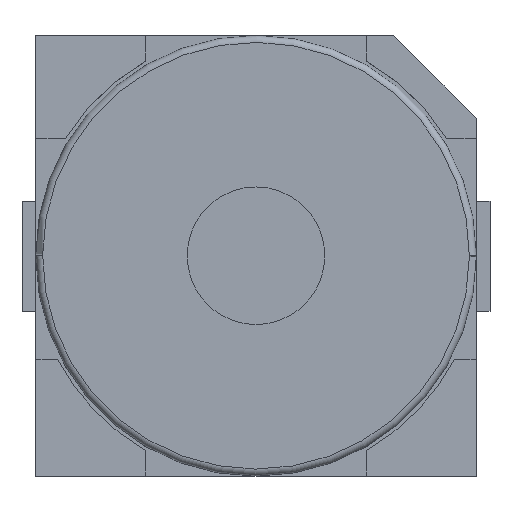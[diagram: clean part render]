
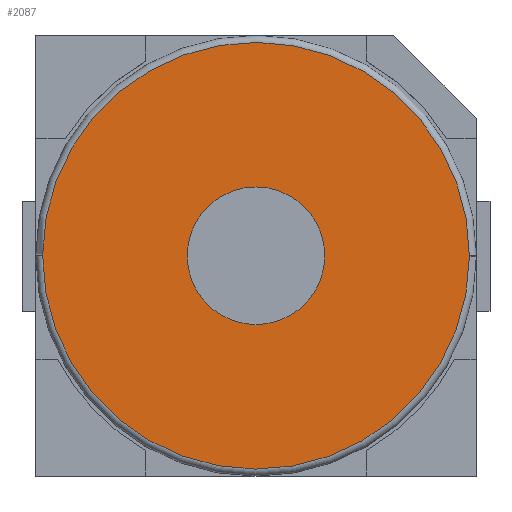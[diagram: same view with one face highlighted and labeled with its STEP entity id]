
A CAD part, top view. The second image highlights one B-rep face of the part: STEP entity #2087.
In plain terms, the highlighted face is planar.
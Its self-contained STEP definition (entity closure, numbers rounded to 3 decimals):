
#1906=CARTESIAN_POINT('',(0.,0.,0.));
#1907=DIRECTION('',(0.,0.,1.));
#1908=DIRECTION('',(1.,0.007,0.));
#1909=AXIS2_PLACEMENT_3D('',#1906,#1907,#1908);
#1911=CARTESIAN_POINT('',(0.,0.,0.));
#1912=DIRECTION('',(0.,0.,1.));
#1913=DIRECTION('',(-1.,-0.007,0.));
#1914=AXIS2_PLACEMENT_3D('',#1911,#1912,#1913);
#1916=CARTESIAN_POINT('',(0.,0.,0.));
#1917=DIRECTION('',(0.,0.,-1.));
#1918=DIRECTION('',(0.,1.,0.));
#1919=AXIS2_PLACEMENT_3D('',#1916,#1917,#1918);
#1921=CARTESIAN_POINT('',(0.,0.,0.));
#1922=DIRECTION('',(0.,0.,-1.));
#1923=DIRECTION('',(0.,-1.,0.));
#1924=AXIS2_PLACEMENT_3D('',#1921,#1922,#1923);
#1926=CARTESIAN_POINT('',(0.,0.,0.));
#1927=DIRECTION('',(0.,0.,-1.));
#1928=DIRECTION('',(1.,0.007,0.));
#1929=AXIS2_PLACEMENT_3D('',#1926,#1927,#1928);
#1946=CARTESIAN_POINT('',(0.,0.,0.));
#1947=DIRECTION('',(0.,0.,-1.));
#1948=DIRECTION('',(-1.,-0.007,0.));
#1949=AXIS2_PLACEMENT_3D('',#1946,#1947,#1948);
#2030=CARTESIAN_POINT('',(1.55,0.011,0.));
#2031=CARTESIAN_POINT('',(-1.55,0.,0.));
#2032=VERTEX_POINT('',#2030);
#2033=VERTEX_POINT('',#2031);
#2034=CARTESIAN_POINT('',(1.55,0.,0.));
#2035=VERTEX_POINT('',#2034);
#2036=CARTESIAN_POINT('',(-1.55,-0.011,0.));
#2037=VERTEX_POINT('',#2036);
#2038=CARTESIAN_POINT('',(0.,0.5,0.));
#2039=CARTESIAN_POINT('',(0.,-0.5,0.));
#2040=VERTEX_POINT('',#2038);
#2041=VERTEX_POINT('',#2039);
#2066=CARTESIAN_POINT('',(0.,0.,0.));
#2067=DIRECTION('',(0.,0.,1.));
#2068=DIRECTION('',(1.,0.,0.));
#2069=AXIS2_PLACEMENT_3D('',#2066,#2067,#2068);
#2070=PLANE('',#2069);
#2072=ORIENTED_EDGE('',*,*,#2071,.F.);
#2074=ORIENTED_EDGE('',*,*,#2073,.T.);
#2076=ORIENTED_EDGE('',*,*,#2075,.F.);
#2078=ORIENTED_EDGE('',*,*,#2077,.T.);
#2079=EDGE_LOOP('',(#2072,#2074,#2076,#2078));
#2080=FACE_OUTER_BOUND('',#2079,.F.);
#2082=ORIENTED_EDGE('',*,*,#2081,.T.);
#2084=ORIENTED_EDGE('',*,*,#2083,.T.);
#2085=EDGE_LOOP('',(#2082,#2084));
#2086=FACE_BOUND('',#2085,.F.);
#1910=CIRCLE('',#1909,1.55);
#1915=CIRCLE('',#1914,1.55);
#1920=CIRCLE('',#1919,0.5);
#1925=CIRCLE('',#1924,0.5);
#1930=CIRCLE('',#1929,1.55);
#1950=CIRCLE('',#1949,1.55);
#2071=EDGE_CURVE('',#2032,#2035,#1930,.T.);
#2073=EDGE_CURVE('',#2032,#2033,#1910,.T.);
#2075=EDGE_CURVE('',#2037,#2033,#1950,.T.);
#2077=EDGE_CURVE('',#2037,#2035,#1915,.T.);
#2081=EDGE_CURVE('',#2040,#2041,#1920,.T.);
#2083=EDGE_CURVE('',#2041,#2040,#1925,.T.);
#2087=ADVANCED_FACE('',(#2080,#2086),#2070,.F.);
